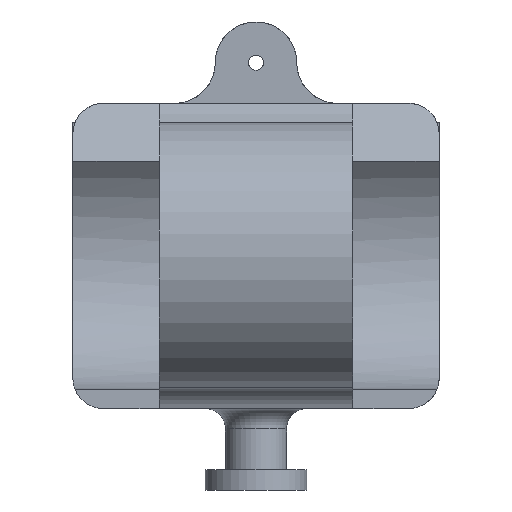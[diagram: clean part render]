
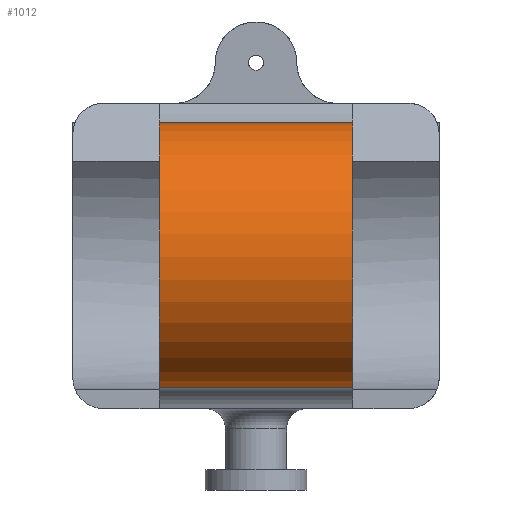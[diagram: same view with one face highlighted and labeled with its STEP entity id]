
A CAD part, left-side view. The second image highlights one B-rep face of the part: STEP entity #1012.
In plain terms, the highlighted cylindrical face has radius 6.569 mm (diameter 13.137 mm), a partial arc.
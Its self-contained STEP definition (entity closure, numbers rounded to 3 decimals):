
#54=CYLINDRICAL_SURFACE('',#1115,6.569);
#134=LINE('',#1754,#206);
#136=LINE('',#1764,#208);
#206=VECTOR('',#1341,1.5);
#208=VECTOR('',#1351,10.);
#282=FACE_OUTER_BOUND('',#344,.T.);
#344=EDGE_LOOP('',(#814,#815,#816,#817));
#413=CIRCLE('',#1116,6.569);
#414=CIRCLE('',#1117,6.569);
#503=VERTEX_POINT('',#1751);
#504=VERTEX_POINT('',#1753);
#506=VERTEX_POINT('',#1758);
#508=VERTEX_POINT('',#1762);
#620=EDGE_CURVE('',#503,#504,#134,.T.);
#625=EDGE_CURVE('',#508,#506,#136,.T.);
#626=EDGE_CURVE('',#506,#503,#413,.T.);
#627=EDGE_CURVE('',#504,#508,#414,.T.);
#814=ORIENTED_EDGE('',*,*,#620,.F.);
#815=ORIENTED_EDGE('',*,*,#626,.F.);
#816=ORIENTED_EDGE('',*,*,#625,.F.);
#817=ORIENTED_EDGE('',*,*,#627,.F.);
#1012=ADVANCED_FACE('',(#282),#54,.T.);
#1115=AXIS2_PLACEMENT_3D('',#1765,#1352,#1353);
#1116=AXIS2_PLACEMENT_3D('',#1766,#1354,#1355);
#1117=AXIS2_PLACEMENT_3D('',#1767,#1356,#1357);
#1341=DIRECTION('',(0.,1.,0.));
#1351=DIRECTION('',(0.,-1.,0.));
#1352=DIRECTION('center_axis',(0.,-1.,0.));
#1353=DIRECTION('ref_axis',(-0.969,0.,0.249));
#1354=DIRECTION('center_axis',(0.,-1.,0.));
#1355=DIRECTION('ref_axis',(1.,0.,0.));
#1356=DIRECTION('center_axis',(0.,1.,0.));
#1357=DIRECTION('ref_axis',(1.,0.,0.));
#1751=CARTESIAN_POINT('',(-1.167,4.25,1.036));
#1753=CARTESIAN_POINT('',(-1.167,13.75,1.036));
#1754=CARTESIAN_POINT('',(-1.167,0.,1.036));
#1758=CARTESIAN_POINT('',(2.092,4.25,13.727));
#1762=CARTESIAN_POINT('',(2.092,13.75,13.727));
#1764=CARTESIAN_POINT('',(2.092,13.75,13.727));
#1765=CARTESIAN_POINT('Origin',(0.,13.75,7.5));
#1766=CARTESIAN_POINT('Origin',(0.,4.25,7.5));
#1767=CARTESIAN_POINT('Origin',(0.,13.75,7.5));
